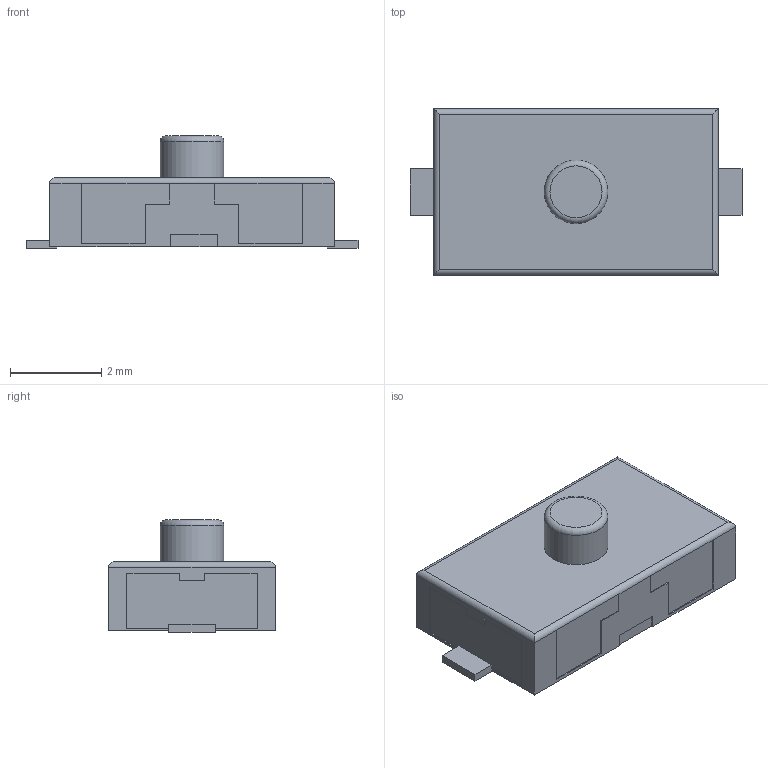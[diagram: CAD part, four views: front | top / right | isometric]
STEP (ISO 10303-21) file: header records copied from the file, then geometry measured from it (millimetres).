
FILE_DESCRIPTION(/* description */ ('Unknown'),/* implementation_level */ '2;1');
FILE_NAME(/* name */ '6x3.5x2.6mm - Normally Open',/* time_stamp */ '2018-10-30T14:37:24-04:00',/* author */ ('Unknown'),/* organization */ ('Unknown'),/* preprocessor_version */ 'ST-DEVELOPER v16.7',/* originating_system */ 'DEX',/* authorisation */ $);
FILE_SCHEMA (('AUTOMOTIVE_DESIGN {1 0 10303 214 3 1 1}'));
Length unit declared in the file: millimetre
Products named in the file (1): 6x3.5x2.6mm - Normally Open
Bounding box: 7.29 x 3.66 x 2.46 mm (x, y, z)
Volume: 35.8 mm3; surface area: 91.8 mm2
Topology: 1 solids, 21 shells, 253 faces, 614 edges, 404 vertices
Faces by surface type: plane 208, bspline 39, cylinder 5, torus 1
Full cylindrical faces by diameter (mm): 1.397 x1
Entity records: 10288 total; most frequent: CARTESIAN_POINT 3229, ORIENTED_EDGE 1214, DIRECTION 780, EDGE_CURVE 607, VERTEX_POINT 403, LINE 336, VECTOR 336, EDGE_LOOP 272
